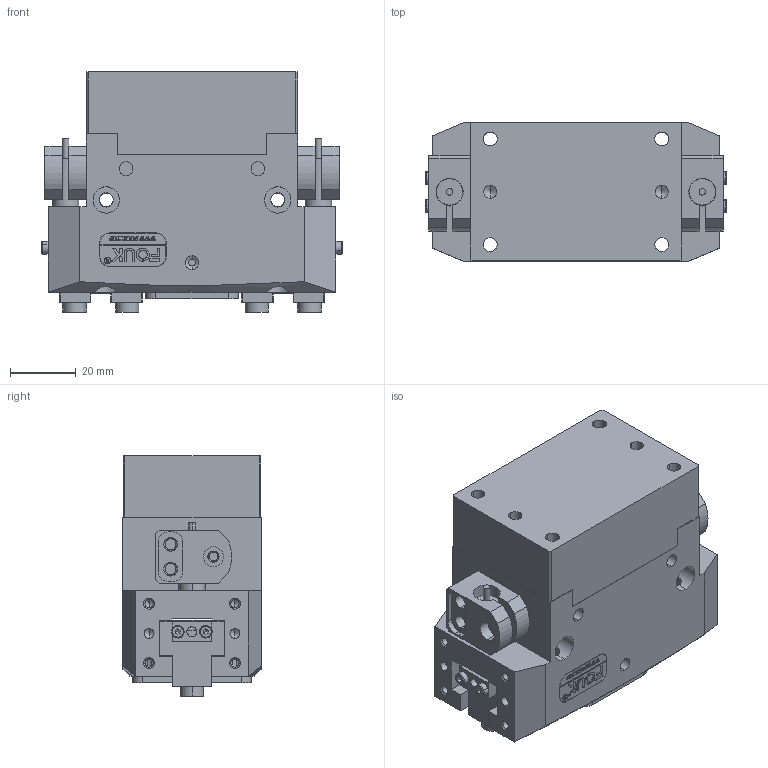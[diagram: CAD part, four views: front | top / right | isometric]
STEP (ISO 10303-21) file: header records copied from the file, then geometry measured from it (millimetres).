
FILE_DESCRIPTION (( 'STEP AP203' ), '1' );
FILE_NAME ('TR30-80-NC.STEP', '2024-11-19T01:50:50', ( 'USER-' ), ( 'Microsoft' ), 'SwSTEP 2.0', 'SolidWorks 2018', '' );
FILE_SCHEMA (( 'CONFIG_CONTROL_DESIGN' ));
Length unit declared in the file: millimetre
Products named in the file (13): 杶种-1; TR30-80赻坶杅耀.sldasm-Part-13; TR30-80 杅耀.sldasm-Part-11-1; TR30-80-M-06 笢猾啣; TR30-80 杅耀.sldasm-Part-19; 埴翐芛_GB_FASTENER_SCREWS_HSHCS M2X8-N; TR30-80 杅耀.sldasm-Part-9-1; TR30-80 -褲极; 20x10-R3; TR30-80 杅耀.sldasm-Part-4-1; TR30-80-NC; 揤輸杅耀.sldasm-Part-9; 揤輸蚾饜极
Assembly tree (19 placements, depth 3):
  TR30-80-NC
    TR30-80 杅耀.sldasm-Part-4-1
    TR30-80 杅耀.sldasm-Part-9-1  x2
    TR30-80 杅耀.sldasm-Part-11-1
    TR30-80 -褲极
    杶种-1  x4
    TR30-80赻坶杅耀.sldasm-Part-13
    TR30-80-M-06 笢猾啣
    揤輸蚾饜极  x2
      揤輸杅耀.sldasm-Part-9
      埴翐芛_GB_FASTENER_SCREWS_HSHCS M2X8-N
    20x10-R3
    TR30-80 杅耀.sldasm-Part-19  x2
Bounding box: 91.24 x 42 x 72.8 mm (x, y, z)
Volume: 198104.7 mm3; surface area: 59209.9 mm2
Topology: 20 solids, 34 shells, 1222 faces, 3147 edges, 2002 vertices
Faces by surface type: plane 561, cylinder 326, cone 172, bspline 155, torus 8
Entity records: 38824 total; most frequent: CARTESIAN_POINT 12589, ORIENTED_EDGE 5286, DIRECTION 4731, EDGE_CURVE 2643, VERTEX_POINT 1725, VECTOR 1625, LINE 1625, AXIS2_PLACEMENT_3D 1553
